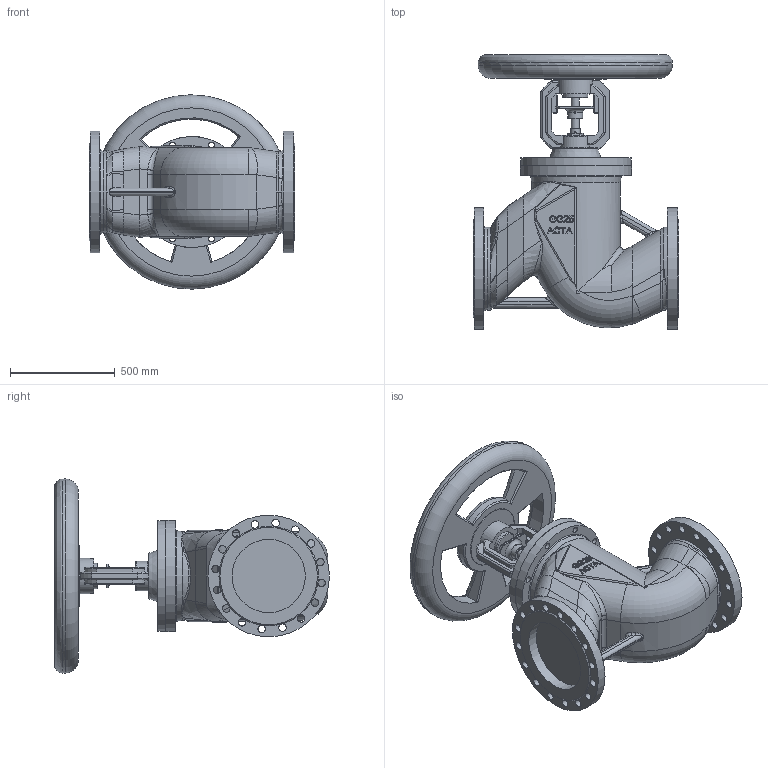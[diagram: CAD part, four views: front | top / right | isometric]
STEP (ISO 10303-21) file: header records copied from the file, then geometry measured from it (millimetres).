
FILE_DESCRIPTION(/* description */ (''),/* implementation_level */ '2;1');
FILE_NAME(/* name */ 'Р25 DN350.stp',/* time_stamp */ '2023-08-08T09:40:10+03:00',/* author */ ('kostr'),/* organization */ (''),/* preprocessor_version */ 'ST-DEVELOPER v18.1',/* originating_system */ 'AutoCAD Mechanical',/* authorisation */ '');
FILE_SCHEMA (('AUTOMOTIVE_DESIGN { 1 0 10303 214 3 1 1 }'));
Length unit declared in the file: millimetre
Products named in the file (1): Product
Bounding box: 980 x 1312.27 x 927.03 mm (x, y, z)
Volume: 254782966.6 mm3; surface area: 5864500.9 mm2
Topology: 9 solids, 9 shells, 1117 faces, 3229 edges, 2109 vertices
Faces by surface type: plane 758, cylinder 166, bspline 129, torus 48, cone 15, sphere 1
Full cylindrical faces by diameter (mm): 7.477 x3, 26.815 x8, 29.37 x8, 36 x32, 37.383 x2, 40.782 x1, 44.86 x3, 71.028 x1, 74.766 x1, 77.253 x1, 120.899 x1, 168.224 x1, 293.561 x1, 350 x2, 394.398 x1, 530.245 x1, 530.293 x1, 580 x2, 927.034 x1
Entity records: 64728 total; most frequent: CARTESIAN_POINT 35605, ORIENTED_EDGE 6442, DIRECTION 5484, EDGE_CURVE 3221, LINE 2304, VECTOR 2304, VERTEX_POINT 2109, AXIS2_PLACEMENT_3D 1590
